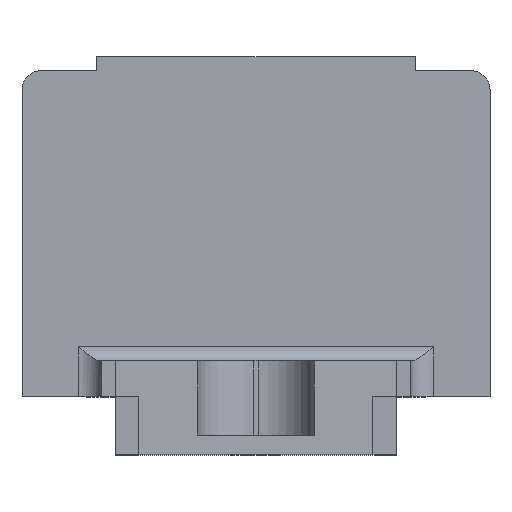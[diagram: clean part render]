
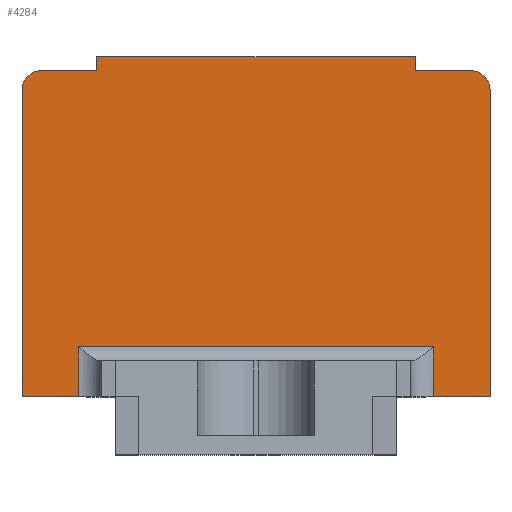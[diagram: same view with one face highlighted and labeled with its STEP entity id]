
A CAD part, top view. The second image highlights one B-rep face of the part: STEP entity #4284.
In plain terms, the highlighted planar face has unit normal (0, 0, 1).
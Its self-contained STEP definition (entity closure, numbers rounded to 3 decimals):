
#439=DIRECTION('',(0.,-1.,0.));
#440=VECTOR('',#439,5.3);
#441=CARTESIAN_POINT('',(-19.,11.5,44.1));
#442=LINE('',#441,#440);
#471=DIRECTION('',(-1.,0.,0.));
#472=VECTOR('',#471,6.);
#473=CARTESIAN_POINT('',(-19.,6.2,44.1));
#474=LINE('',#473,#472);
#475=DIRECTION('',(0.,1.,0.));
#476=VECTOR('',#475,32.8);
#477=CARTESIAN_POINT('',(-25.,6.2,44.1));
#478=LINE('',#477,#476);
#479=CARTESIAN_POINT('',(-23.,39.,44.1));
#480=DIRECTION('',(0.,0.,-1.));
#481=DIRECTION('',(-1.,0.,0.));
#482=AXIS2_PLACEMENT_3D('',#479,#480,#481);
#484=DIRECTION('',(1.,0.,0.));
#485=VECTOR('',#484,6.);
#486=CARTESIAN_POINT('',(-23.,41.,44.1));
#487=LINE('',#486,#485);
#488=DIRECTION('',(0.,1.,0.));
#489=VECTOR('',#488,1.5);
#490=CARTESIAN_POINT('',(-17.,41.,44.1));
#491=LINE('',#490,#489);
#492=DIRECTION('',(1.,0.,0.));
#493=VECTOR('',#492,34.);
#494=CARTESIAN_POINT('',(-17.,42.5,44.1));
#495=LINE('',#494,#493);
#496=DIRECTION('',(0.,-1.,0.));
#497=VECTOR('',#496,1.5);
#498=CARTESIAN_POINT('',(17.,42.5,44.1));
#499=LINE('',#498,#497);
#500=DIRECTION('',(1.,0.,0.));
#501=VECTOR('',#500,6.);
#502=CARTESIAN_POINT('',(17.,41.,44.1));
#503=LINE('',#502,#501);
#504=CARTESIAN_POINT('',(23.,39.,44.1));
#505=DIRECTION('',(0.,0.,-1.));
#506=DIRECTION('',(0.,1.,0.));
#507=AXIS2_PLACEMENT_3D('',#504,#505,#506);
#509=DIRECTION('',(0.,-1.,0.));
#510=VECTOR('',#509,32.8);
#511=CARTESIAN_POINT('',(25.,39.,44.1));
#512=LINE('',#511,#510);
#513=DIRECTION('',(-1.,0.,0.));
#514=VECTOR('',#513,6.);
#515=CARTESIAN_POINT('',(25.,6.2,44.1));
#516=LINE('',#515,#514);
#521=DIRECTION('',(1.,0.,0.));
#522=VECTOR('',#521,38.);
#523=CARTESIAN_POINT('',(-19.,11.5,44.1));
#524=LINE('',#523,#522);
#525=DIRECTION('',(0.,-1.,0.));
#526=VECTOR('',#525,5.3);
#527=CARTESIAN_POINT('',(19.,11.5,44.1));
#528=LINE('',#527,#526);
#2981=CARTESIAN_POINT('',(-25.,6.2,44.1));
#2982=CARTESIAN_POINT('',(-25.,39.,44.1));
#2983=VERTEX_POINT('',#2981);
#2984=VERTEX_POINT('',#2982);
#2985=CARTESIAN_POINT('',(-23.,41.,44.1));
#2986=VERTEX_POINT('',#2985);
#2987=CARTESIAN_POINT('',(-17.,41.,44.1));
#2988=VERTEX_POINT('',#2987);
#2989=CARTESIAN_POINT('',(-17.,42.5,44.1));
#2990=VERTEX_POINT('',#2989);
#2991=CARTESIAN_POINT('',(17.,42.5,44.1));
#2992=VERTEX_POINT('',#2991);
#2993=CARTESIAN_POINT('',(17.,41.,44.1));
#2994=VERTEX_POINT('',#2993);
#2995=CARTESIAN_POINT('',(23.,41.,44.1));
#2996=VERTEX_POINT('',#2995);
#2997=CARTESIAN_POINT('',(25.,39.,44.1));
#2998=VERTEX_POINT('',#2997);
#2999=CARTESIAN_POINT('',(25.,6.2,44.1));
#3000=VERTEX_POINT('',#2999);
#3157=CARTESIAN_POINT('',(19.,11.5,44.1));
#3158=CARTESIAN_POINT('',(19.,6.2,44.1));
#3159=VERTEX_POINT('',#3157);
#3160=VERTEX_POINT('',#3158);
#3166=CARTESIAN_POINT('',(-19.,11.5,44.1));
#3167=CARTESIAN_POINT('',(-19.,6.2,44.1));
#3168=VERTEX_POINT('',#3166);
#3169=VERTEX_POINT('',#3167);
#4251=CARTESIAN_POINT('',(0.,0.,44.1));
#4252=DIRECTION('',(0.,0.,-1.));
#4253=DIRECTION('',(-1.,0.,0.));
#4254=AXIS2_PLACEMENT_3D('',#4251,#4252,#4253);
#4255=PLANE('',#4254);
#4257=ORIENTED_EDGE('',*,*,#4256,.F.);
#4258=ORIENTED_EDGE('',*,*,#4241,.T.);
#4259=ORIENTED_EDGE('',*,*,#4128,.T.);
#4261=ORIENTED_EDGE('',*,*,#4260,.T.);
#4263=ORIENTED_EDGE('',*,*,#4262,.T.);
#4265=ORIENTED_EDGE('',*,*,#4264,.T.);
#4267=ORIENTED_EDGE('',*,*,#4266,.T.);
#4269=ORIENTED_EDGE('',*,*,#4268,.T.);
#4271=ORIENTED_EDGE('',*,*,#4270,.T.);
#4273=ORIENTED_EDGE('',*,*,#4272,.T.);
#4275=ORIENTED_EDGE('',*,*,#4274,.T.);
#4277=ORIENTED_EDGE('',*,*,#4276,.T.);
#4279=ORIENTED_EDGE('',*,*,#4278,.T.);
#4281=ORIENTED_EDGE('',*,*,#4280,.F.);
#4282=EDGE_LOOP('',(#4257,#4258,#4259,#4261,#4263,#4265,#4267,#4269,#4271,#4273,
#4275,#4277,#4279,#4281));
#4283=FACE_OUTER_BOUND('',#4282,.F.);
#4284=ADVANCED_FACE('',(#4283),#4255,.F.);
#483=CIRCLE('',#482,2.);
#508=CIRCLE('',#507,2.);
#4128=EDGE_CURVE('',#3169,#2983,#474,.T.);
#4241=EDGE_CURVE('',#3168,#3169,#442,.T.);
#4256=EDGE_CURVE('',#3168,#3159,#524,.T.);
#4260=EDGE_CURVE('',#2983,#2984,#478,.T.);
#4262=EDGE_CURVE('',#2984,#2986,#483,.T.);
#4264=EDGE_CURVE('',#2986,#2988,#487,.T.);
#4266=EDGE_CURVE('',#2988,#2990,#491,.T.);
#4268=EDGE_CURVE('',#2990,#2992,#495,.T.);
#4270=EDGE_CURVE('',#2992,#2994,#499,.T.);
#4272=EDGE_CURVE('',#2994,#2996,#503,.T.);
#4274=EDGE_CURVE('',#2996,#2998,#508,.T.);
#4276=EDGE_CURVE('',#2998,#3000,#512,.T.);
#4278=EDGE_CURVE('',#3000,#3160,#516,.T.);
#4280=EDGE_CURVE('',#3159,#3160,#528,.T.);
